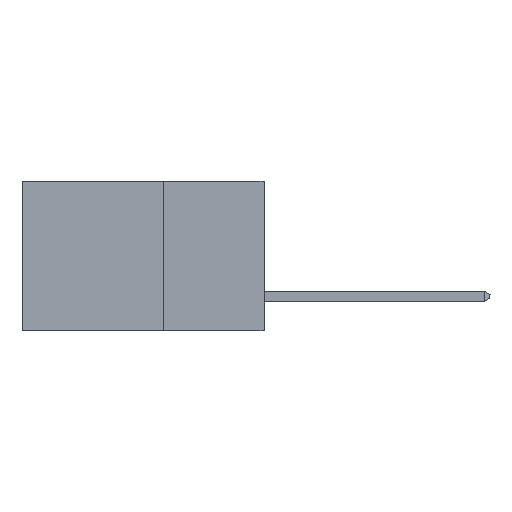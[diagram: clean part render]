
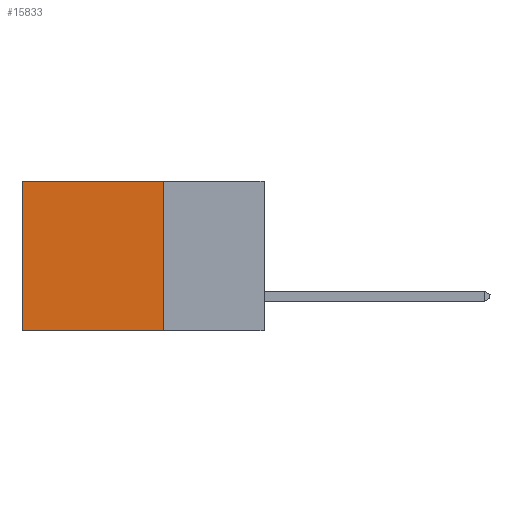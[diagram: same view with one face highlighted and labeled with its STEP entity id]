
A CAD part, left-side view. The second image highlights one B-rep face of the part: STEP entity #15833.
In plain terms, the highlighted planar face has unit normal (-1, 0, 0).
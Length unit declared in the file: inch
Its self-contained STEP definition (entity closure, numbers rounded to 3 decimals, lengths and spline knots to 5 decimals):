
#317 = VERTEX_POINT ( 'NONE', #2194 ) ;
#326 = CARTESIAN_POINT ( 'NONE',  ( 0.298, 0.6, 0. ) ) ;
#735 = DIRECTION ( 'NONE',  ( 1., 0., 0. ) ) ;
#1392 = AXIS2_PLACEMENT_3D ( 'NONE', #12312, #735, #13578 ) ;
#1801 = CARTESIAN_POINT ( 'NONE',  ( 0.298, 0.25, -0.37 ) ) ;
#1958 = VERTEX_POINT ( 'NONE', #6555 ) ;
#2026 = EDGE_CURVE ( 'NONE', #317, #12893, #15725, .T. ) ;
#2190 = DIRECTION ( 'NONE',  ( 0., 0., -1. ) ) ;
#2194 = CARTESIAN_POINT ( 'NONE',  ( 0.298, 0.25, 0. ) ) ;
#2411 = DIRECTION ( 'NONE',  ( 0., 1., 0. ) ) ;
#2697 = LINE ( 'NONE', #7475, #12514 ) ;
#2891 = VERTEX_POINT ( 'NONE', #1801 ) ;
#3129 = ORIENTED_EDGE ( 'NONE', *, *, #5534, .F. ) ;
#3360 = VECTOR ( 'NONE', #15244, 39.37008 ) ;
#3472 = CARTESIAN_POINT ( 'NONE',  ( 0.298, 0.6, 0. ) ) ;
#4297 = EDGE_CURVE ( 'NONE', #12893, #1958, #14128, .T. ) ;
#4888 = EDGE_CURVE ( 'NONE', #2891, #1958, #2697, .T. ) ;
#5534 = EDGE_CURVE ( 'NONE', #317, #2891, #9847, .T. ) ;
#5902 = ORIENTED_EDGE ( 'NONE', *, *, #2026, .T. ) ;
#6476 = VECTOR ( 'NONE', #16054, 39.37008 ) ;
#6555 = CARTESIAN_POINT ( 'NONE',  ( 0.298, 0.6, -0.37 ) ) ;
#7067 = PLANE ( 'NONE',  #1392 ) ;
#7348 = ORIENTED_EDGE ( 'NONE', *, *, #4297, .T. ) ;
#7463 = CARTESIAN_POINT ( 'NONE',  ( 0.298, 0.25, 0. ) ) ;
#7475 = CARTESIAN_POINT ( 'NONE',  ( 0.298, 0.25, -0.37 ) ) ;
#9847 = LINE ( 'NONE', #14908, #6476 ) ;
#11037 = FACE_OUTER_BOUND ( 'NONE', #11066, .T. ) ;
#11066 = EDGE_LOOP ( 'NONE', ( #7348, #14243, #3129, #5902 ) ) ;
#12312 = CARTESIAN_POINT ( 'NONE',  ( 0.298, 0.25, 0. ) ) ;
#12514 = VECTOR ( 'NONE', #2411, 39.37008 ) ;
#12893 = VERTEX_POINT ( 'NONE', #326 ) ;
#13578 = DIRECTION ( 'NONE',  ( 0., 0., -1. ) ) ;
#14128 = LINE ( 'NONE', #3472, #14525 ) ;
#14243 = ORIENTED_EDGE ( 'NONE', *, *, #4888, .F. ) ;
#14525 = VECTOR ( 'NONE', #2190, 39.37008 ) ;
#14908 = CARTESIAN_POINT ( 'NONE',  ( 0.298, 0.25, 0. ) ) ;
#15244 = DIRECTION ( 'NONE',  ( 0., 1., 0. ) ) ;
#15725 = LINE ( 'NONE', #7463, #3360 ) ;
#15833 = ADVANCED_FACE ( 'NONE', ( #11037 ), #7067, .F. ) ;
#16054 = DIRECTION ( 'NONE',  ( 0., 0., -1. ) ) ;
